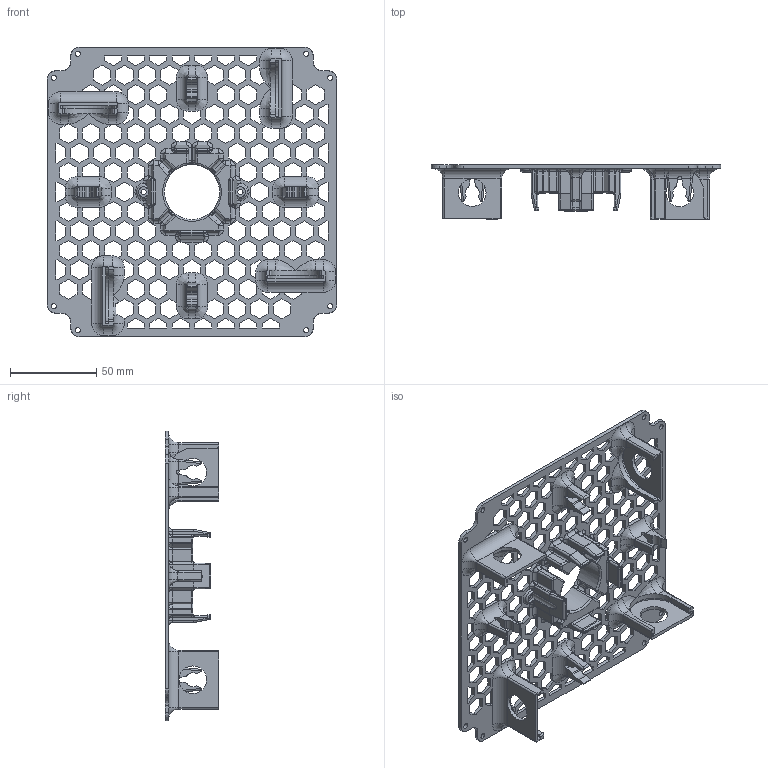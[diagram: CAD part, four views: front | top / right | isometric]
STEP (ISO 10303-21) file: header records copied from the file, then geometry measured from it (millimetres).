
FILE_DESCRIPTION(/* description */ (''),/* implementation_level */ '2;1');
FILE_NAME(/* name */ 'Deckbox_mounting_antennas_antennas_level_1.step',/* time_stamp */ '2025-07-25T10:52:43+02:00',/* author */ (''),/* organization */ (''),/* preprocessor_version */ 'ST-DEVELOPER v20.1',/* originating_system */ 'Autodesk Translation Framework v14.10.0.0',/* authorisation */ '');
FILE_SCHEMA (('AUTOMOTIVE_DESIGN { 1 0 10303 214 3 1 1 }'));
Length unit declared in the file: millimetre
Products named in the file (1): Deckbox_mounting_antennas_antennas_3_3
Bounding box: 167.5 x 31.1 x 167.5 mm (x, y, z)
Volume: 71685.9 mm3; surface area: 61648.1 mm2
Topology: 1 solids, 1 shells, 1492 faces, 4092 edges, 2538 vertices
Faces by surface type: plane 934, cylinder 339, bspline 86, torus 65, sphere 56, cone 12
Full cylindrical faces by diameter (mm): 3 x10, 6 x2, 16 x4, 32 x1
Entity records: 49916 total; most frequent: CARTESIAN_POINT 11633, ORIENTED_EDGE 8128, DIRECTION 7648, EDGE_CURVE 4064, LINE 3080, VECTOR 3080, VERTEX_POINT 2538, AXIS2_PLACEMENT_3D 2284
